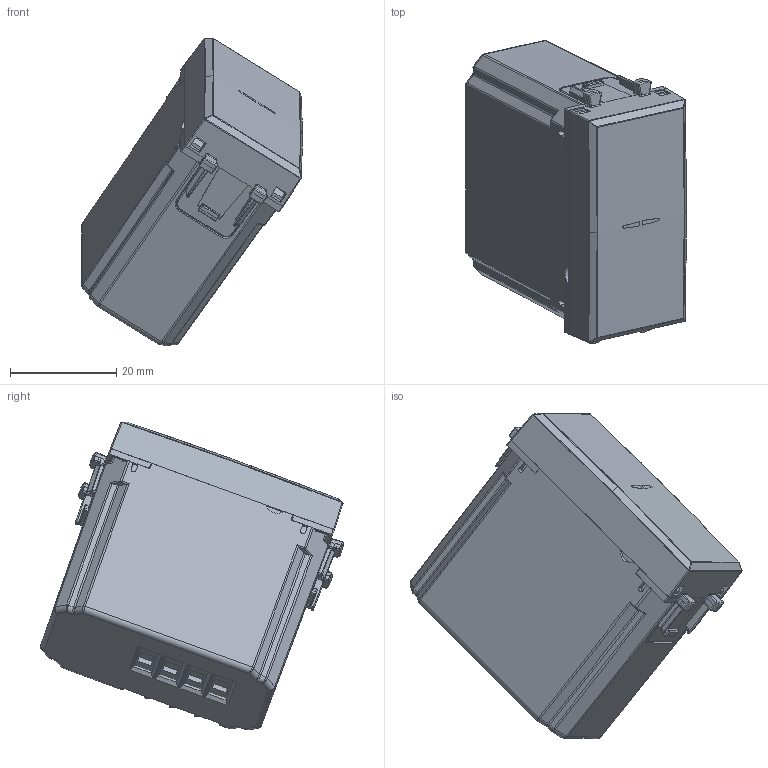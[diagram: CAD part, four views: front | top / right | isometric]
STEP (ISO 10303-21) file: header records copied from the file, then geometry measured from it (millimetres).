
FILE_DESCRIPTION(('CATIA V5 STEP Exchange'),'2;1');
FILE_NAME('442001S.stp','2024-02-23T07:16:21+00:00',('none'),('none'),'CATIA Version 5-6 Release 2016 SP6','CATIA V5 STEP AP203','none');
FILE_SCHEMA(('CONFIG_CONTROL_DESIGN'));
Products named in the file (1): 44X001S
Assembly tree (4 placements, depth 2):
  44X001S
    #57
    #13165
    #44497
    #46252
Bounding box: 41.55 x 57.17 x 58.06 mm (x, y, z)
Volume: 14895.1 mm3; surface area: 19799.4 mm2
Topology: 5 solids, 5 shells, 1106 faces, 2914 edges, 1773 vertices
Faces by surface type: plane 554, cylinder 350, bspline 108, cone 38, sphere 36, revolution 12, torus 8
Entity records: 48335 total; most frequent: CARTESIAN_POINT 24627, ORIENTED_EDGE 5700, DIRECTION 3441, EDGE_CURVE 2850, VERTEX_POINT 1768, VECTOR 1572, LINE 1572, EDGE_LOOP 1148
